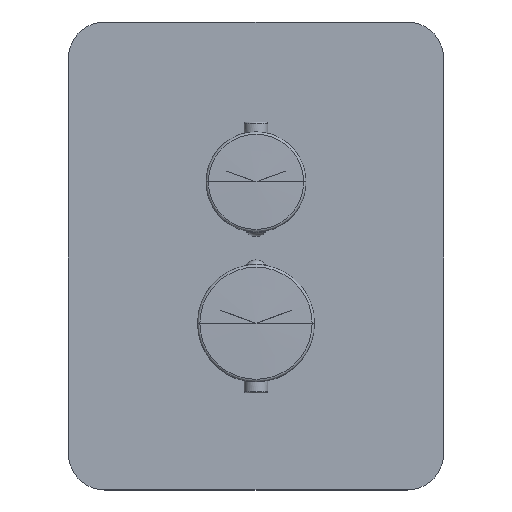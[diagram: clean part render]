
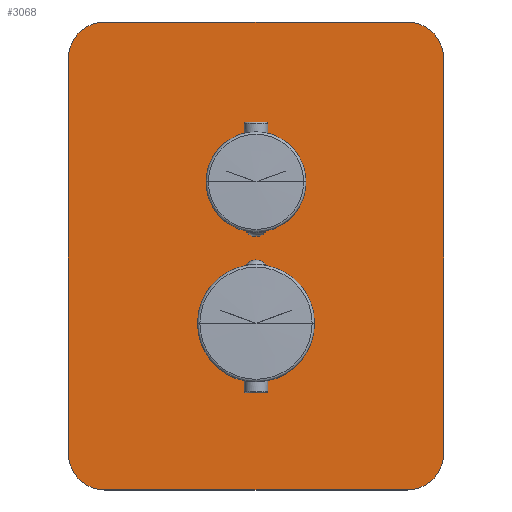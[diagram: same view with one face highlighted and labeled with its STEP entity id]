
A CAD part, top view. The second image highlights one B-rep face of the part: STEP entity #3068.
In plain terms, the highlighted planar face has unit normal (0, 0, 1).
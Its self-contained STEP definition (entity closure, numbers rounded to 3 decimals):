
#80=CARTESIAN_POINT('',(-62.,87.2,92.));
#81=DIRECTION('',(0.,0.,1.));
#82=DIRECTION('',(0.,1.,0.));
#83=AXIS2_PLACEMENT_3D('',#80,#81,#82);
#85=DIRECTION('',(-1.,0.,0.));
#86=VECTOR('',#85,124.);
#87=CARTESIAN_POINT('',(62.,102.2,92.));
#88=LINE('',#87,#86);
#89=CARTESIAN_POINT('',(62.,87.2,92.));
#90=DIRECTION('',(0.,0.,1.));
#91=DIRECTION('',(1.,0.,0.));
#92=AXIS2_PLACEMENT_3D('',#89,#90,#91);
#94=DIRECTION('',(0.,1.,0.));
#95=VECTOR('',#94,162.);
#96=CARTESIAN_POINT('',(77.,-74.8,92.));
#97=LINE('',#96,#95);
#98=CARTESIAN_POINT('',(62.,-74.8,92.));
#99=DIRECTION('',(0.,0.,1.));
#100=DIRECTION('',(0.,-1.,0.));
#101=AXIS2_PLACEMENT_3D('',#98,#99,#100);
#103=DIRECTION('',(1.,0.,0.));
#104=VECTOR('',#103,124.);
#105=CARTESIAN_POINT('',(-62.,-89.8,92.));
#106=LINE('',#105,#104);
#107=CARTESIAN_POINT('',(-62.,-74.8,92.));
#108=DIRECTION('',(0.,0.,1.));
#109=DIRECTION('',(-1.,0.,0.));
#110=AXIS2_PLACEMENT_3D('',#107,#108,#109);
#112=DIRECTION('',(0.,-1.,0.));
#113=VECTOR('',#112,162.);
#114=CARTESIAN_POINT('',(-77.,87.2,92.));
#115=LINE('',#114,#113);
#128=CARTESIAN_POINT('',(0.,36.5,92.));
#129=DIRECTION('',(0.,0.,-1.));
#130=DIRECTION('',(-1.,0.,0.));
#131=AXIS2_PLACEMENT_3D('',#128,#129,#130);
#133=CARTESIAN_POINT('',(0.,36.5,92.));
#134=DIRECTION('',(0.,0.,-1.));
#135=DIRECTION('',(1.,0.,0.));
#136=AXIS2_PLACEMENT_3D('',#133,#134,#135);
#1656=CARTESIAN_POINT('',(0.,-21.5,92.));
#1657=DIRECTION('',(0.,0.,1.));
#1658=DIRECTION('',(-1.,0.,0.));
#1659=AXIS2_PLACEMENT_3D('',#1656,#1657,#1658);
#1661=CARTESIAN_POINT('',(0.,-21.5,92.));
#1662=DIRECTION('',(0.,0.,1.));
#1663=DIRECTION('',(1.,0.,0.));
#1664=AXIS2_PLACEMENT_3D('',#1661,#1662,#1663);
#2836=CARTESIAN_POINT('',(-77.,87.2,92.));
#2837=CARTESIAN_POINT('',(-77.,-74.8,92.));
#2838=VERTEX_POINT('',#2836);
#2839=VERTEX_POINT('',#2837);
#2840=CARTESIAN_POINT('',(-62.,-89.8,92.));
#2841=CARTESIAN_POINT('',(62.,-89.8,92.));
#2842=VERTEX_POINT('',#2840);
#2843=VERTEX_POINT('',#2841);
#2844=CARTESIAN_POINT('',(77.,-74.8,92.));
#2845=CARTESIAN_POINT('',(77.,87.2,92.));
#2846=VERTEX_POINT('',#2844);
#2847=VERTEX_POINT('',#2845);
#2848=CARTESIAN_POINT('',(62.,102.2,92.));
#2849=CARTESIAN_POINT('',(-62.,102.2,92.));
#2850=VERTEX_POINT('',#2848);
#2851=VERTEX_POINT('',#2849);
#2854=CARTESIAN_POINT('',(-24.,-21.5,92.));
#2855=CARTESIAN_POINT('',(24.,-21.5,92.));
#2856=VERTEX_POINT('',#2854);
#2857=VERTEX_POINT('',#2855);
#2892=CARTESIAN_POINT('',(-20.5,36.5,92.));
#2893=CARTESIAN_POINT('',(20.5,36.5,92.));
#2894=VERTEX_POINT('',#2892);
#2895=VERTEX_POINT('',#2893);
#3038=CARTESIAN_POINT('',(0.,6.2,92.));
#3039=DIRECTION('',(0.,0.,1.));
#3040=DIRECTION('',(1.,0.,0.));
#3041=AXIS2_PLACEMENT_3D('',#3038,#3039,#3040);
#3042=PLANE('',#3041);
#3043=ORIENTED_EDGE('',*,*,#2962,.F.);
#3044=ORIENTED_EDGE('',*,*,#2984,.F.);
#3045=ORIENTED_EDGE('',*,*,#3005,.F.);
#3046=ORIENTED_EDGE('',*,*,#3025,.F.);
#3047=ORIENTED_EDGE('',*,*,#2910,.F.);
#3049=ORIENTED_EDGE('',*,*,#3048,.F.);
#3051=ORIENTED_EDGE('',*,*,#3050,.F.);
#3053=ORIENTED_EDGE('',*,*,#3052,.F.);
#3054=EDGE_LOOP('',(#3043,#3044,#3045,#3046,#3047,#3049,#3051,#3053));
#3055=FACE_OUTER_BOUND('',#3054,.F.);
#3057=ORIENTED_EDGE('',*,*,#3056,.F.);
#3059=ORIENTED_EDGE('',*,*,#3058,.F.);
#3060=EDGE_LOOP('',(#3057,#3059));
#3061=FACE_BOUND('',#3060,.F.);
#3063=ORIENTED_EDGE('',*,*,#3062,.T.);
#3065=ORIENTED_EDGE('',*,*,#3064,.T.);
#3066=EDGE_LOOP('',(#3063,#3065));
#3067=FACE_BOUND('',#3066,.F.);
#3068=ADVANCED_FACE('',(#3055,#3061,#3067),#3042,.T.);
#84=CIRCLE('',#83,15.);
#93=CIRCLE('',#92,15.);
#102=CIRCLE('',#101,15.);
#111=CIRCLE('',#110,15.);
#132=CIRCLE('',#131,20.5);
#137=CIRCLE('',#136,20.5);
#1660=CIRCLE('',#1659,24.);
#1665=CIRCLE('',#1664,24.);
#2910=EDGE_CURVE('',#2843,#2846,#102,.T.);
#2962=EDGE_CURVE('',#2851,#2838,#84,.T.);
#2984=EDGE_CURVE('',#2850,#2851,#88,.T.);
#3005=EDGE_CURVE('',#2847,#2850,#93,.T.);
#3025=EDGE_CURVE('',#2846,#2847,#97,.T.);
#3048=EDGE_CURVE('',#2842,#2843,#106,.T.);
#3050=EDGE_CURVE('',#2839,#2842,#111,.T.);
#3052=EDGE_CURVE('',#2838,#2839,#115,.T.);
#3056=EDGE_CURVE('',#2894,#2895,#132,.T.);
#3058=EDGE_CURVE('',#2895,#2894,#137,.T.);
#3062=EDGE_CURVE('',#2856,#2857,#1660,.T.);
#3064=EDGE_CURVE('',#2857,#2856,#1665,.T.);
